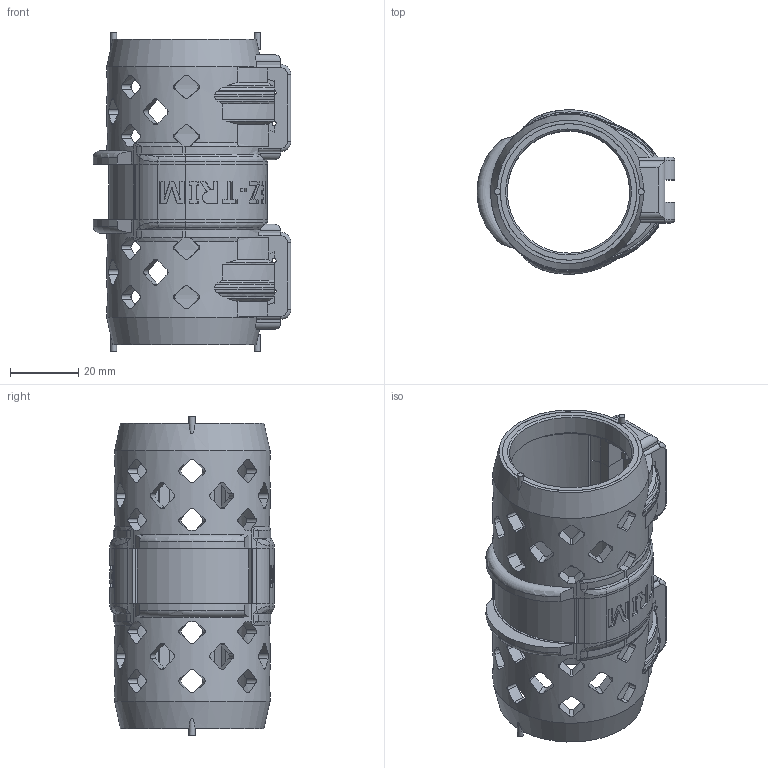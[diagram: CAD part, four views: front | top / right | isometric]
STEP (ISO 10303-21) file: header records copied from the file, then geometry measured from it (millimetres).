
FILE_DESCRIPTION(/* description */ (''),/* implementation_level */ '2;1');
FILE_NAME(/* name */ 'Bague EZ-TRIM gen 3 vers 2 AT et rondelle v12.step',/* time_stamp */ '2021-12-24T08:15:46+01:00',/* author */ (''),/* organization */ (''),/* preprocessor_version */ 'ST-DEVELOPER v18.1',/* originating_system */ 'Autodesk Translation Framework v10.10.0.1391',/* authorisation */ '');
FILE_SCHEMA (('AUTOMOTIVE_DESIGN { 1 0 10303 214 3 1 1 }'));
Length unit declared in the file: millimetre
Products named in the file (2): Bague EZ-TRIM gen 3 vers 2 AT et rondelle; Composant5
Assembly tree (1 placements, depth 2):
  Bague EZ-TRIM gen 3 vers 2 AT et rondelle
    Composant5
Bounding box: 57.85 x 48.03 x 93.26 mm (x, y, z)
Volume: 44061 mm3; surface area: 32936.1 mm2
Topology: 5 solids, 18 shells, 1071 faces, 2995 edges, 1960 vertices
Faces by surface type: plane 522, bspline 330, cylinder 205, torus 10, cone 4
Full cylindrical faces by diameter (mm): 1.2 x8, 1.8 x4, 4 x4, 35.789 x2, 37.811 x2
Entity records: 47013 total; most frequent: CARTESIAN_POINT 21328, ORIENTED_EDGE 5978, DIRECTION 4512, EDGE_CURVE 2989, VERTEX_POINT 1960, AXIS2_PLACEMENT_3D 1626, LINE 1260, VECTOR 1260
